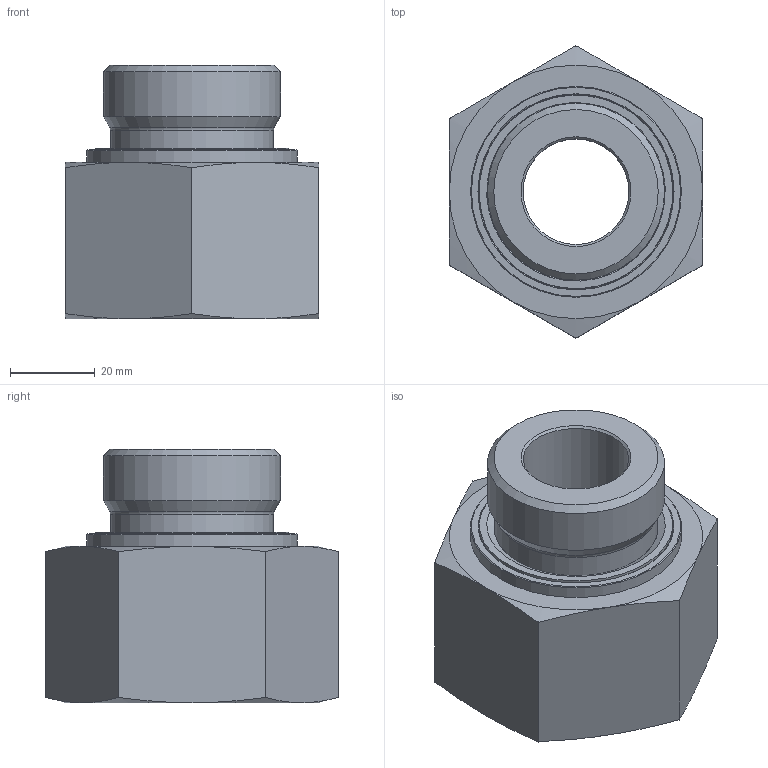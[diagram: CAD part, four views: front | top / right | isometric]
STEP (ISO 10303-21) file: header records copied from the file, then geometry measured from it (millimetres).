
FILE_DESCRIPTION((''),'2;1');
FILE_NAME('715025464.stp','2015-07-08T09:42:22',(''),('KNOMI spol. s r. o.'),'Autodesk Inventor 2012','Autodesk Inventor 2012','');
FILE_SCHEMA(('AUTOMOTIVE_DESIGN { 1 2 10303 214 0 1 1 1 }'));
Length unit declared in the file: millimetre
Products named in the file (3): RIER G1 1/4"-G1 1/2"; 715035464; 609424254
Assembly tree (2 placements, depth 2):
  RIER G1 1/4"-G1 1/2"
    715035464
    609424254
Bounding box: 60 x 69.28 x 60 mm (x, y, z)
Volume: 86444.6 mm3; surface area: 23975.9 mm2
Topology: 2 solids, 2 shells, 57 faces, 125 edges, 76 vertices
Faces by surface type: cone 32, plane 14, cylinder 8, torus 3
Full cylindrical faces by diameter (mm): 25 x1, 38.6 x1, 38.8 x1, 41.91 x1, 44.845 x1, 45.8 x1, 46 x1, 49.9 x1
Entity records: 1561 total; most frequent: CARTESIAN_POINT 336, DIRECTION 230, ORIENTED_EDGE 208, AXIS2_PLACEMENT_3D 112, EDGE_CURVE 104, EDGE_LOOP 84, VERTEX_POINT 74, STYLED_ITEM 59
